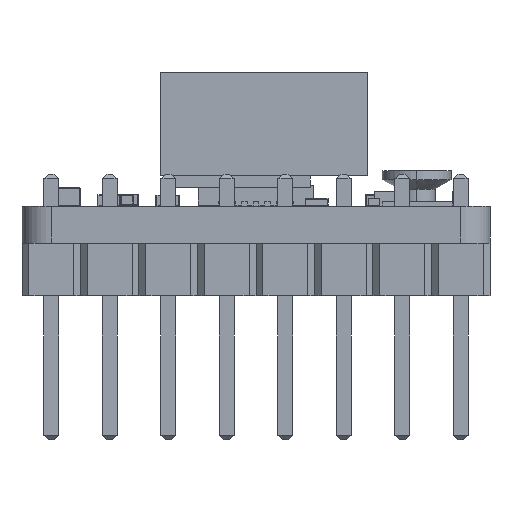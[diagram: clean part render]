
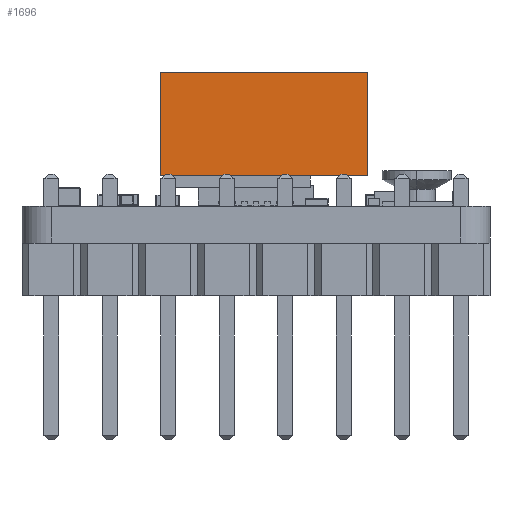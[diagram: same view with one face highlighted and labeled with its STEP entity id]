
A CAD part, front view. The second image highlights one B-rep face of the part: STEP entity #1696.
In plain terms, the highlighted face is planar.
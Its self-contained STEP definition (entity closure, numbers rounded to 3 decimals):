
#1696 = ADVANCED_FACE ( 'NONE', ( #14323 ), #15144, .F. ) ;
#3249 = EDGE_CURVE ( 'NONE', #4316, #4317, #28627, .T. ) ;
#3279 = EDGE_CURVE ( 'NONE', #4317, #4324, #28717, .T. ) ;
#3281 = EDGE_CURVE ( 'NONE', #4316, #4325, #28723, .T. ) ;
#3282 = EDGE_CURVE ( 'NONE', #4324, #4325, #28726, .T. ) ;
#4316 = VERTEX_POINT ( 'NONE', #29414 ) ;
#4317 = VERTEX_POINT ( 'NONE', #29415 ) ;
#4324 = VERTEX_POINT ( 'NONE', #29422 ) ;
#4325 = VERTEX_POINT ( 'NONE', #29423 ) ;
#5861 = ORIENTED_EDGE ( 'NONE', *, *, #3279, .F. ) ;
#5863 = ORIENTED_EDGE ( 'NONE', *, *, #3249, .F. ) ;
#5864 = ORIENTED_EDGE ( 'NONE', *, *, #3281, .T. ) ;
#5866 = ORIENTED_EDGE ( 'NONE', *, *, #3282, .F. ) ;
#6098 = EDGE_LOOP ( 'NONE', ( #5861, #5863, #5864, #5866 ) ) ;
#14323 = FACE_OUTER_BOUND ( 'NONE', #6098, .T. ) ;
#14326 = AXIS2_PLACEMENT_3D ( 'NONE', #15145, #15146, #15147 ) ;
#15144 = PLANE ( 'NONE',  #14326 ) ;
#15145 = CARTESIAN_POINT ( 'NONE',  ( -4.5, 5., -4.5 ) ) ;
#15146 = DIRECTION ( 'NONE',  ( 1., 0., 0. ) ) ;
#15147 = DIRECTION ( 'NONE',  ( 0., 0., -1. ) ) ;
#27774 = VECTOR ( 'NONE', #28629, 1000. ) ;
#27804 = VECTOR ( 'NONE', #28719, 1000. ) ;
#27806 = VECTOR ( 'NONE', #28725, 1000. ) ;
#27807 = VECTOR ( 'NONE', #28728, 1000. ) ;
#28627 = LINE ( 'NONE', #28628, #27774 ) ;
#28628 = CARTESIAN_POINT ( 'NONE',  ( -4.5, 5., -4.5 ) ) ;
#28629 = DIRECTION ( 'NONE',  ( 0., 0., 1. ) ) ;
#28717 = LINE ( 'NONE', #28718, #27804 ) ;
#28718 = CARTESIAN_POINT ( 'NONE',  ( -4.5, 5., 4.5 ) ) ;
#28719 = DIRECTION ( 'NONE',  ( 0., -1., 0. ) ) ;
#28723 = LINE ( 'NONE', #28724, #27806 ) ;
#28724 = CARTESIAN_POINT ( 'NONE',  ( -4.5, 5., -4.5 ) ) ;
#28725 = DIRECTION ( 'NONE',  ( 0., -1., 0. ) ) ;
#28726 = LINE ( 'NONE', #28727, #27807 ) ;
#28727 = CARTESIAN_POINT ( 'NONE',  ( -4.5, 0.5, 0. ) ) ;
#28728 = DIRECTION ( 'NONE',  ( 0., 0., -1. ) ) ;
#29414 = CARTESIAN_POINT ( 'NONE',  ( -4.5, 5., -4.5 ) ) ;
#29415 = CARTESIAN_POINT ( 'NONE',  ( -4.5, 5., 4.5 ) ) ;
#29422 = CARTESIAN_POINT ( 'NONE',  ( -4.5, 0.5, 4.5 ) ) ;
#29423 = CARTESIAN_POINT ( 'NONE',  ( -4.5, 0.5, -4.5 ) ) ;
